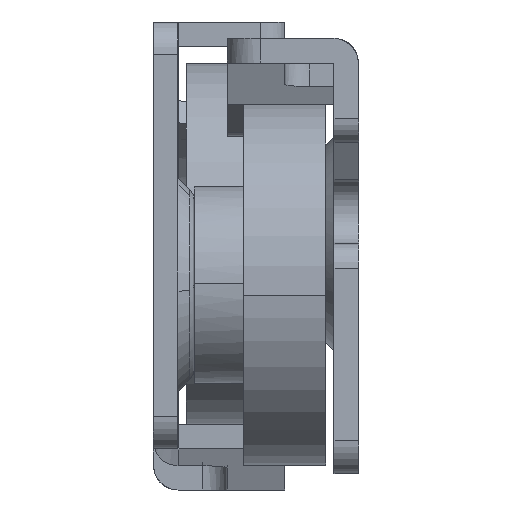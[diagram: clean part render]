
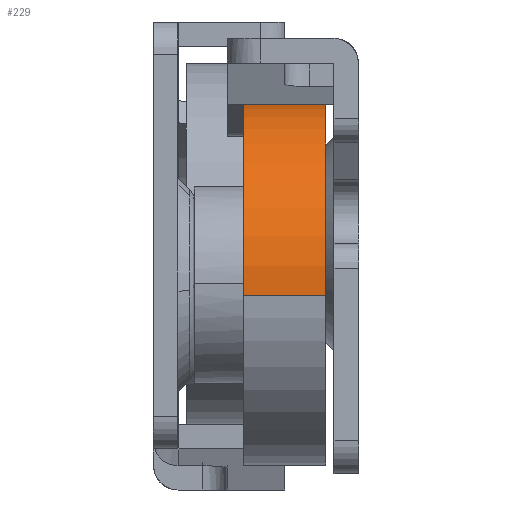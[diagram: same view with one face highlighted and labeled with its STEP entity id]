
A CAD part, left-side view. The second image highlights one B-rep face of the part: STEP entity #229.
In plain terms, the highlighted free-form (B-spline) face has degree [2, 1] with [5, 2] control points.
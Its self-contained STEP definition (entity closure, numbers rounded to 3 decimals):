
#66=CARTESIAN_POINT('',(292.923,10.5,12.702));
#67=VERTEX_POINT('',#66);
#85=CARTESIAN_POINT('',(271.021,10.5,14.672));
#86=VERTEX_POINT('',#85);
#100=CARTESIAN_POINT('',(271.021,5.5,14.672));
#101=VERTEX_POINT('',#100);
#102=CARTESIAN_POINT('',(271.021,10.5,14.672));
#103=CARTESIAN_POINT('',(271.021,5.5,14.672));
#104=QUASI_UNIFORM_CURVE('',1,(#102,#103),.UNSPECIFIED.,.F.,.U.);
#105=EDGE_CURVE('',#86,#101,#104,.T.);
#122=CARTESIAN_POINT('',(292.923,5.5,12.702));
#123=VERTEX_POINT('',#122);
#139=CARTESIAN_POINT('',(292.923,10.5,12.702));
#140=CARTESIAN_POINT('',(292.923,5.5,12.702));
#141=QUASI_UNIFORM_CURVE('',1,(#139,#140),.UNSPECIFIED.,.F.,.U.);
#142=EDGE_CURVE('',#67,#123,#141,.T.);
#147=CARTESIAN_POINT('',(271.021,10.625,14.672));
#148=CARTESIAN_POINT('',(270.349,10.625,3.692));
#149=CARTESIAN_POINT('',(281.328,10.625,3.021));
#150=CARTESIAN_POINT('',(291.697,10.625,2.386));
#151=CARTESIAN_POINT('',(292.923,10.625,12.702));
#152=CARTESIAN_POINT('',(271.021,5.372,14.672));
#153=CARTESIAN_POINT('',(270.349,5.372,3.692));
#154=CARTESIAN_POINT('',(281.328,5.372,3.021));
#155=CARTESIAN_POINT('',(291.697,5.372,2.386));
#156=CARTESIAN_POINT('',(292.923,5.372,12.702));
#164=(BOUNDED_SURFACE()B_SPLINE_SURFACE(2,1,((#147,#152),(#148,#153),(#149,#154),(#150,#155),(#151,#156)),.UNSPECIFIED.,.F.,.F.,.U.)B_SPLINE_SURFACE_WITH_KNOTS((3,2,3),(2,2),(0.0,18.225,35.722),(0.0,5.253),.UNSPECIFIED.)GEOMETRIC_REPRESENTATION_ITEM()RATIONAL_B_SPLINE_SURFACE(((1.0,1.0),(0.707,0.707),(1.0,1.0),(0.719,0.719),(0.978,0.978)))REPRESENTATION_ITEM('')SURFACE());
#165=CARTESIAN_POINT('',(282.0,10.5,3.));
#166=VERTEX_POINT('',#165);
#167=CARTESIAN_POINT('',(282.0,10.5,3.));
#168=CARTESIAN_POINT('',(291.77,10.5,3.));
#169=CARTESIAN_POINT('',(292.923,10.5,12.702));
#177=(BOUNDED_CURVE()B_SPLINE_CURVE(2,(#167,#168,#169),.UNSPECIFIED.,.F.,.U.)B_SPLINE_CURVE_WITH_KNOTS((3,3),(0.0,0.23),.UNSPECIFIED.)CURVE()GEOMETRIC_REPRESENTATION_ITEM()RATIONAL_B_SPLINE_CURVE((1.0,0.731,0.956))REPRESENTATION_ITEM(''));
#178=EDGE_CURVE('',#166,#67,#177,.T.);
#179=ORIENTED_EDGE('',*,*,#178,.T.);
#180=ORIENTED_EDGE('',*,*,#142,.T.);
#181=CARTESIAN_POINT('',(282.0,5.5,3.));
#182=VERTEX_POINT('',#181);
#183=CARTESIAN_POINT('',(282.0,5.5,3.));
#184=CARTESIAN_POINT('',(291.77,5.5,3.));
#185=CARTESIAN_POINT('',(292.923,5.5,12.702));
#193=(BOUNDED_CURVE()B_SPLINE_CURVE(2,(#183,#184,#185),.UNSPECIFIED.,.F.,.U.)B_SPLINE_CURVE_WITH_KNOTS((3,3),(0.0,0.23),.UNSPECIFIED.)CURVE()GEOMETRIC_REPRESENTATION_ITEM()RATIONAL_B_SPLINE_CURVE((1.0,0.731,0.956))REPRESENTATION_ITEM(''));
#194=EDGE_CURVE('',#182,#123,#193,.T.);
#195=ORIENTED_EDGE('',*,*,#194,.F.);
#196=CARTESIAN_POINT('',(271.021,5.5,14.672));
#197=CARTESIAN_POINT('',(271.,5.5,14.336));
#198=CARTESIAN_POINT('',(271.,5.5,14.0));
#199=CARTESIAN_POINT('',(271.0,5.5,3.0));
#200=CARTESIAN_POINT('',(282.0,5.5,3.));
#208=(BOUNDED_CURVE()B_SPLINE_CURVE(2,(#196,#197,#198,#199,#200),.UNSPECIFIED.,.F.,.U.)B_SPLINE_CURVE_WITH_KNOTS((3,2,3),(0.739,0.75,1.0),.UNSPECIFIED.)CURVE()GEOMETRIC_REPRESENTATION_ITEM()RATIONAL_B_SPLINE_CURVE((0.976,0.988,1.0,0.707,1.0))REPRESENTATION_ITEM(''));
#209=EDGE_CURVE('',#101,#182,#208,.T.);
#210=ORIENTED_EDGE('',*,*,#209,.F.);
#211=ORIENTED_EDGE('',*,*,#105,.F.);
#212=CARTESIAN_POINT('',(271.021,10.5,14.672));
#213=CARTESIAN_POINT('',(271.0,10.5,14.336));
#214=CARTESIAN_POINT('',(271.,10.5,14.0));
#215=CARTESIAN_POINT('',(271.0,10.5,3.0));
#216=CARTESIAN_POINT('',(282.0,10.5,3.));
#224=(BOUNDED_CURVE()B_SPLINE_CURVE(2,(#212,#213,#214,#215,#216),.UNSPECIFIED.,.F.,.U.)B_SPLINE_CURVE_WITH_KNOTS((3,2,3),(0.739,0.75,1.0),.UNSPECIFIED.)CURVE()GEOMETRIC_REPRESENTATION_ITEM()RATIONAL_B_SPLINE_CURVE((0.976,0.988,1.0,0.707,1.0))REPRESENTATION_ITEM(''));
#225=EDGE_CURVE('',#86,#166,#224,.T.);
#226=ORIENTED_EDGE('',*,*,#225,.T.);
#227=EDGE_LOOP('',(#179,#180,#195,#210,#211,#226));
#228=FACE_OUTER_BOUND('',#227,.T.);
#229=ADVANCED_FACE('',(#228),#164,.T.);
